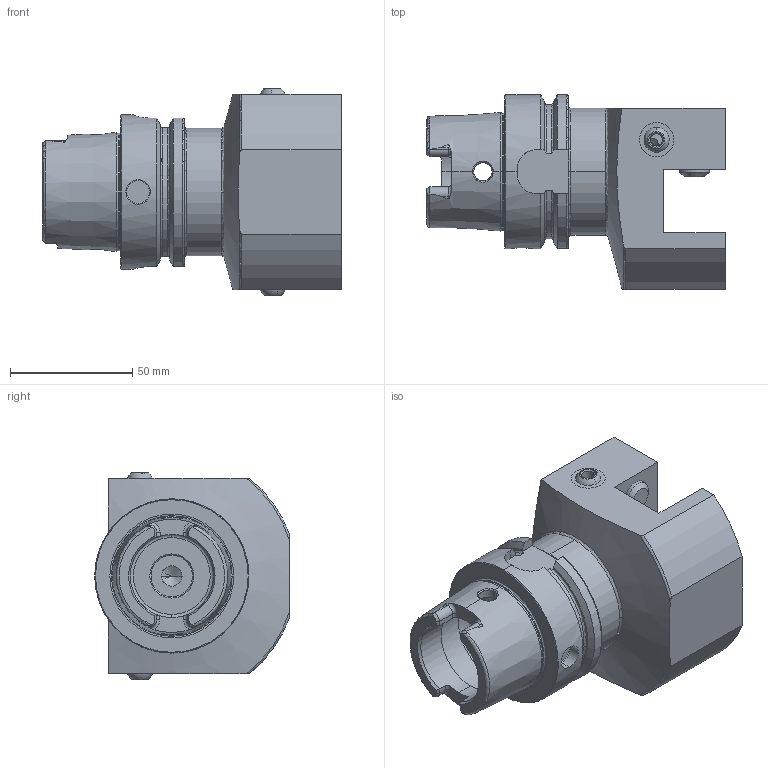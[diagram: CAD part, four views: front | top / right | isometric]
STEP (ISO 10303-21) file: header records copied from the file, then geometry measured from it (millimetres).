
FILE_DESCRIPTION (( 'STEP AP214' ), '1' );
FILE_NAME ('HA6.V25.N11.090.STEP', '2011-10-06T12:41:02', ( 'SwiAdmin' ), ( '' ), 'SwSTEP 2.0', 'SolidWorks 2011', '' );
FILE_SCHEMA (( 'AUTOMOTIVE_DESIGN' ));
Length unit declared in the file: millimetre
Products named in the file (6): KU1-U14.001.012; ISO 4026 - M12 x 25_Default; KU1-U14.001.012_2; KU1-U14.001.012_1; HA6-V25.N11.090_A; HA6.V25.N11.090
Assembly tree (8 placements, depth 3):
  HA6.V25.N11.090
    ISO 4026 - M12 x 25_Default  x3
    KU1-U14.001.012  x2
      KU1-U14.001.012_2
      KU1-U14.001.012_1
    HA6-V25.N11.090_A
Bounding box: 121.9 x 79.5 x 84.74 mm (x, y, z)
Volume: 320277.8 mm3; surface area: 57839.6 mm2
Topology: 8 solids, 8 shells, 271 faces, 703 edges, 440 vertices
Faces by surface type: plane 86, cylinder 79, cone 59, torus 35, sphere 8, bspline 4
Entity records: 9583 total; most frequent: CARTESIAN_POINT 2715, ORIENTED_EDGE 1158, DIRECTION 1134, EDGE_CURVE 579, AXIS2_PLACEMENT_3D 460, VERTEX_POINT 364, EDGE_LOOP 243, CIRCLE 228
